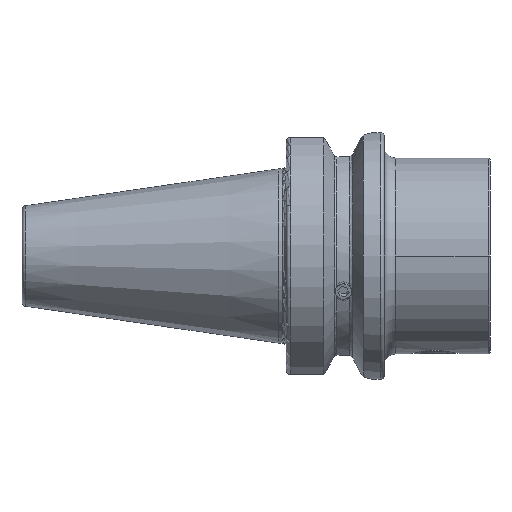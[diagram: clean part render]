
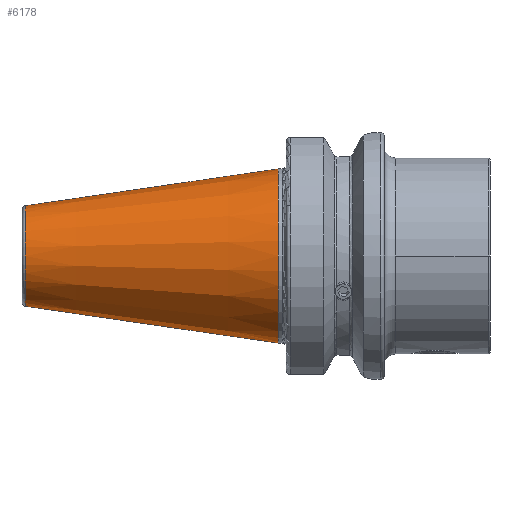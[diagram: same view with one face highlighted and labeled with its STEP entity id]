
A CAD part, front view. The second image highlights one B-rep face of the part: STEP entity #6178.
In plain terms, the highlighted conical face has half-angle 8.297 degrees and reference radius 22.225 mm.
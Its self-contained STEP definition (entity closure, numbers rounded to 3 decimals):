
#276 = CARTESIAN_POINT ( 'NONE',  ( -64.544, 0., 0. ) ) ;
#428 = LINE ( 'NONE', #3434, #5918 ) ;
#567 = CARTESIAN_POINT ( 'NONE',  ( -64.544, 0., -12.812 ) ) ;
#727 = CARTESIAN_POINT ( 'NONE',  ( -64.544, 0., 12.812 ) ) ;
#830 = DIRECTION ( 'NONE',  ( 0., 0., 1. ) ) ;
#843 = EDGE_CURVE ( 'NONE', #7003, #3277, #428, .T. ) ;
#941 = CARTESIAN_POINT ( 'NONE',  ( 0., 0., -22.225 ) ) ;
#1101 = CARTESIAN_POINT ( 'NONE',  ( 0., 0., 0. ) ) ;
#1254 = ORIENTED_EDGE ( 'NONE', *, *, #1428, .T. ) ;
#1305 = AXIS2_PLACEMENT_3D ( 'NONE', #276, #4103, #830 ) ;
#1426 = ORIENTED_EDGE ( 'NONE', *, *, #843, .F. ) ;
#1428 = EDGE_CURVE ( 'NONE', #4494, #3141, #4816, .T. ) ;
#1705 = CIRCLE ( 'NONE', #1305, 12.812 ) ;
#1805 = AXIS2_PLACEMENT_3D ( 'NONE', #5642, #2358, #6172 ) ;
#2358 = DIRECTION ( 'NONE',  ( -1., 0., 0. ) ) ;
#2585 = CIRCLE ( 'NONE', #1805, 22.225 ) ;
#2896 = CARTESIAN_POINT ( 'NONE',  ( 0., 0., 22.225 ) ) ;
#3090 = EDGE_LOOP ( 'NONE', ( #1426, #5637, #1254, #6896 ) ) ;
#3141 = VERTEX_POINT ( 'NONE', #941 ) ;
#3277 = VERTEX_POINT ( 'NONE', #2896 ) ;
#3434 = CARTESIAN_POINT ( 'NONE',  ( 0., 0., 22.225 ) ) ;
#4103 = DIRECTION ( 'NONE',  ( -1., 0., 0. ) ) ;
#4132 = AXIS2_PLACEMENT_3D ( 'NONE', #1101, #5487, #6037 ) ;
#4238 = EDGE_CURVE ( 'NONE', #3141, #3277, #2585, .T. ) ;
#4425 = DIRECTION ( 'NONE',  ( 0.99, 0., 0.144 ) ) ;
#4494 = VERTEX_POINT ( 'NONE', #567 ) ;
#4816 = LINE ( 'NONE', #5581, #6112 ) ;
#4859 = FACE_OUTER_BOUND ( 'NONE', #3090, .T. ) ;
#5487 = DIRECTION ( 'NONE',  ( 1., 0., 0. ) ) ;
#5533 = DIRECTION ( 'NONE',  ( 0.99, 0., -0.144 ) ) ;
#5581 = CARTESIAN_POINT ( 'NONE',  ( 0., 0., -22.225 ) ) ;
#5637 = ORIENTED_EDGE ( 'NONE', *, *, #7058, .F. ) ;
#5642 = CARTESIAN_POINT ( 'NONE',  ( 0., 0., 0. ) ) ;
#5918 = VECTOR ( 'NONE', #4425, 1000. ) ;
#6037 = DIRECTION ( 'NONE',  ( 0., 0., -1. ) ) ;
#6112 = VECTOR ( 'NONE', #5533, 1000. ) ;
#6150 = CONICAL_SURFACE ( 'NONE', #4132, 22.225, 0.145 ) ;
#6172 = DIRECTION ( 'NONE',  ( 0., 0., 1. ) ) ;
#6178 = ADVANCED_FACE ( 'NONE', ( #4859 ), #6150, .T. ) ;
#6896 = ORIENTED_EDGE ( 'NONE', *, *, #4238, .T. ) ;
#7003 = VERTEX_POINT ( 'NONE', #727 ) ;
#7058 = EDGE_CURVE ( 'NONE', #4494, #7003, #1705, .T. ) ;
